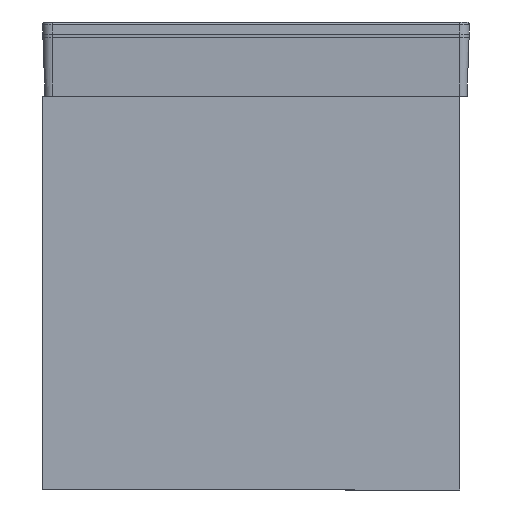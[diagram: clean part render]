
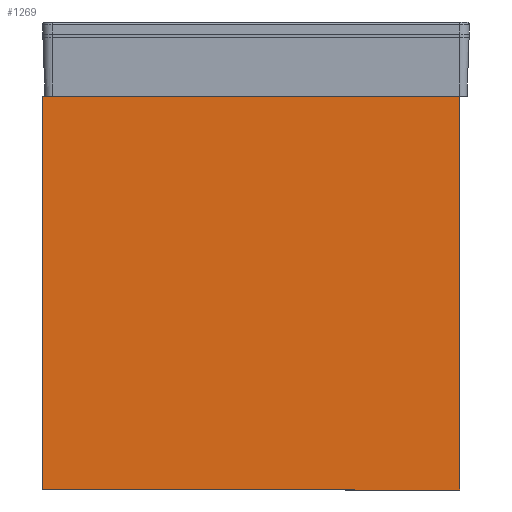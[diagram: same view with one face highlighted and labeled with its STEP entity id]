
A CAD part, left-side view. The second image highlights one B-rep face of the part: STEP entity #1269.
In plain terms, the highlighted planar face has unit normal (-1, 0, 0).
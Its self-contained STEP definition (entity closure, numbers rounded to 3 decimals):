
#1269=ADVANCED_FACE('',(#1577),#12798,.T.);
#1577=FACE_OUTER_BOUND('',#1900,.T.);
#1900=EDGE_LOOP('',(#5674,#5675,#5676,#5677));
#5674=ORIENTED_EDGE('',*,*,#8233,.F.);
#5675=ORIENTED_EDGE('',*,*,#8234,.F.);
#5676=ORIENTED_EDGE('',*,*,#8230,.F.);
#5677=ORIENTED_EDGE('',*,*,#8232,.F.);
#8230=EDGE_CURVE('',#12533,#12534,#10179,.T.);
#8232=EDGE_CURVE('',#12535,#12533,#10181,.T.);
#8233=EDGE_CURVE('',#12536,#12535,#10182,.T.);
#8234=EDGE_CURVE('',#12534,#12536,#10183,.T.);
#10179=B_SPLINE_CURVE_WITH_KNOTS('',1,(#34744,#34745),.UNSPECIFIED.,.F.,
 .F.,(2,2),(0.,450.),.UNSPECIFIED.);
#10181=B_SPLINE_CURVE_WITH_KNOTS('',1,(#34748,#34749),.UNSPECIFIED.,.F.,
 .F.,(2,2),(-425.,0.),.UNSPECIFIED.);
#10182=B_SPLINE_CURVE_WITH_KNOTS('',1,(#34750,#34751),.UNSPECIFIED.,.F.,
 .F.,(2,2),(-450.,0.),.UNSPECIFIED.);
#10183=B_SPLINE_CURVE_WITH_KNOTS('',1,(#34752,#34753),.UNSPECIFIED.,.F.,
 .F.,(2,2),(-425.,0.),.UNSPECIFIED.);
#12533=VERTEX_POINT('',#34730);
#12534=VERTEX_POINT('',#34731);
#12535=VERTEX_POINT('',#34732);
#12536=VERTEX_POINT('',#34733);
#12798=PLANE('',#13484);
#13484=AXIS2_PLACEMENT_3D('',#34722,#13714,$);
#13714=DIRECTION('',(-1.,0.,0.));
#34722=CARTESIAN_POINT('',(-390.5,-255.,495.));
#34730=CARTESIAN_POINT('',(-390.5,212.5,0.));
#34731=CARTESIAN_POINT('',(-390.5,212.5,450.));
#34732=CARTESIAN_POINT('',(-390.5,-212.5,0.));
#34733=CARTESIAN_POINT('',(-390.5,-212.5,450.));
#34744=CARTESIAN_POINT('',(-390.5,212.5,0.));
#34745=CARTESIAN_POINT('',(-390.5,212.5,450.));
#34748=CARTESIAN_POINT('',(-390.5,-212.5,0.));
#34749=CARTESIAN_POINT('',(-390.5,212.5,0.));
#34750=CARTESIAN_POINT('',(-390.5,-212.5,450.));
#34751=CARTESIAN_POINT('',(-390.5,-212.5,0.));
#34752=CARTESIAN_POINT('',(-390.5,212.5,450.));
#34753=CARTESIAN_POINT('',(-390.5,-212.5,450.));
